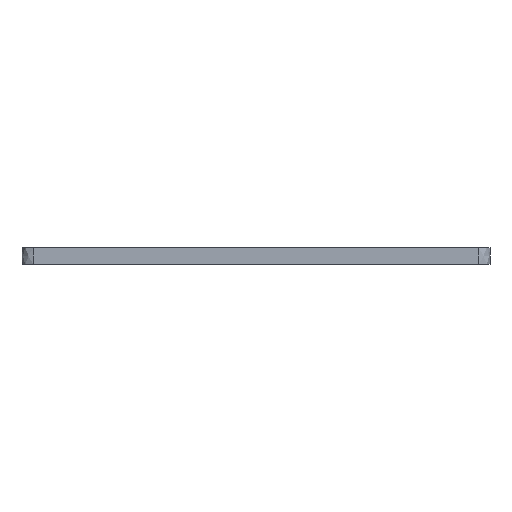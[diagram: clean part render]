
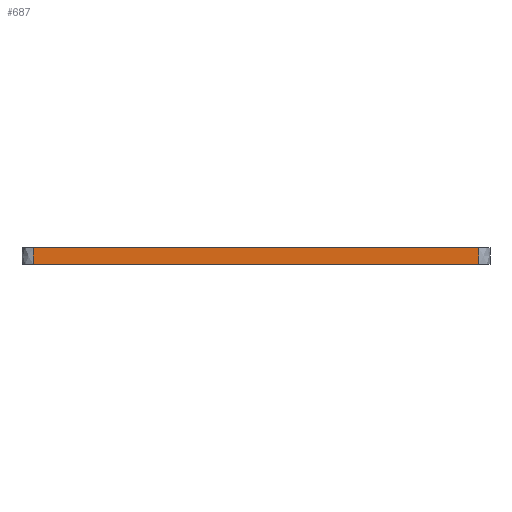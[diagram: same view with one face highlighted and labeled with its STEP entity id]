
A CAD part, front view. The second image highlights one B-rep face of the part: STEP entity #687.
In plain terms, the highlighted free-form (B-spline) face has degree [1, 1] with [2, 2] control points.
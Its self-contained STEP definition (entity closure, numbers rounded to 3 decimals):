
#115=CARTESIAN_POINT('',(167.296,222.035,0.));
#116=VERTEX_POINT('',#115);
#123=CARTESIAN_POINT('',(207.796,222.035,0.));
#124=VERTEX_POINT('',#123);
#125=CARTESIAN_POINT('',(167.296,222.035,0.));
#126=CARTESIAN_POINT('',(207.796,222.035,0.));
#127=B_SPLINE_CURVE_WITH_KNOTS('',1,(#125,#126),.POLYLINE_FORM.,.F.,.U.,(2,2),(0.,1.),.UNSPECIFIED.);
#128=EDGE_CURVE('',#116,#124,#127,.T.);
#378=CARTESIAN_POINT('',(207.796,222.035,-1.5));
#379=VERTEX_POINT('',#378);
#386=CARTESIAN_POINT('',(167.296,222.035,-1.5));
#387=VERTEX_POINT('',#386);
#388=CARTESIAN_POINT('',(207.796,222.035,-1.5));
#389=CARTESIAN_POINT('',(167.296,222.035,-1.5));
#390=B_SPLINE_CURVE_WITH_KNOTS('',1,(#388,#389),.POLYLINE_FORM.,.F.,.U.,(2,2),(0.,1.),.UNSPECIFIED.);
#391=EDGE_CURVE('',#379,#387,#390,.T.);
#664=CARTESIAN_POINT('',(167.296,222.035,-1.5));
#665=CARTESIAN_POINT('',(167.296,222.035,0.));
#666=B_SPLINE_CURVE_WITH_KNOTS('',1,(#664,#665),.POLYLINE_FORM.,.F.,.U.,(2,2),(0.,1.),.UNSPECIFIED.);
#667=EDGE_CURVE('',#387,#116,#666,.T.);
#672=CARTESIAN_POINT('',(207.81,222.035,-21.014));
#673=CARTESIAN_POINT('',(167.282,222.035,-21.014));
#674=CARTESIAN_POINT('',(207.81,222.035,19.514));
#675=CARTESIAN_POINT('',(167.282,222.035,19.514));
#676=B_SPLINE_SURFACE_WITH_KNOTS('',1,1,((#672,#673),(#674,#675)),.PLANE_SURF.,.F.,.F.,.U.,(2,2),(2,2),(0.,1.),(0.,1.),.UNSPECIFIED.);
#677=ORIENTED_EDGE('',*,*,#128,.F.);
#678=ORIENTED_EDGE('',*,*,#667,.F.);
#679=ORIENTED_EDGE('',*,*,#391,.F.);
#680=CARTESIAN_POINT('',(207.796,222.035,-1.5));
#681=CARTESIAN_POINT('',(207.796,222.035,0.));
#682=B_SPLINE_CURVE_WITH_KNOTS('',1,(#680,#681),.POLYLINE_FORM.,.F.,.U.,(2,2),(0.,1.),.UNSPECIFIED.);
#683=EDGE_CURVE('',#379,#124,#682,.T.);
#684=ORIENTED_EDGE('',*,*,#683,.T.);
#685=EDGE_LOOP('',(#677,#678,#679,#684));
#686=FACE_OUTER_BOUND('',#685,.T.);
#687=ADVANCED_FACE('',(#686),#676,.T.);
